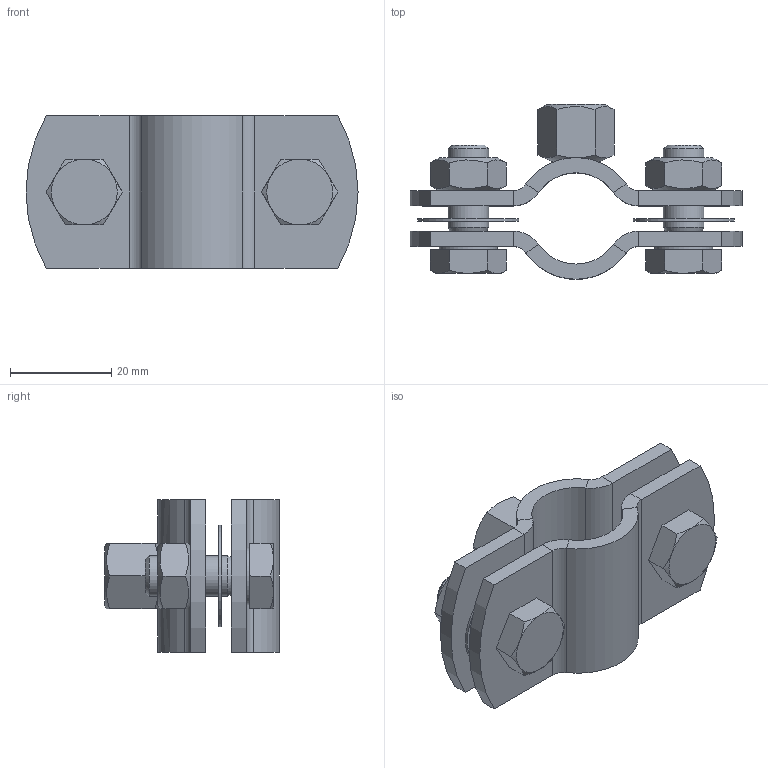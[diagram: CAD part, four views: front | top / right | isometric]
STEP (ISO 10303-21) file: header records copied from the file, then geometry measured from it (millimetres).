
FILE_DESCRIPTION((''),'2;1');
FILE_NAME('125699.stp','2011-07-18T09:36:45',('DMK009'),(''),'Autodesk Inventor 2012','Autodesk Inventor 2012','');
FILE_SCHEMA(('AUTOMOTIVE_DESIGN { 1 0 10303 214 1 1 1 1 }'));
Length unit declared in the file: millimetre
Products named in the file (1): 125699
Bounding box: 65.5 x 34.5 x 30 mm (x, y, z)
Volume: 17449.7 mm3; surface area: 13122.1 mm2
Topology: 1 solids, 1 shells, 133 faces, 291 edges, 179 vertices
Faces by surface type: plane 75, cylinder 33, cone 23, sphere 2
Full cylindrical faces by diameter (mm): 6.647 x1, 7.323 x2, 8 x6, 9 x4, 11.4 x2, 20 x2
Entity records: 3498 total; most frequent: CARTESIAN_POINT 709, DIRECTION 566, ORIENTED_EDGE 508, EDGE_CURVE 254, AXIS2_PLACEMENT_3D 234, EDGE_LOOP 182, VERTEX_POINT 170, FACE_OUTER_BOUND 133
